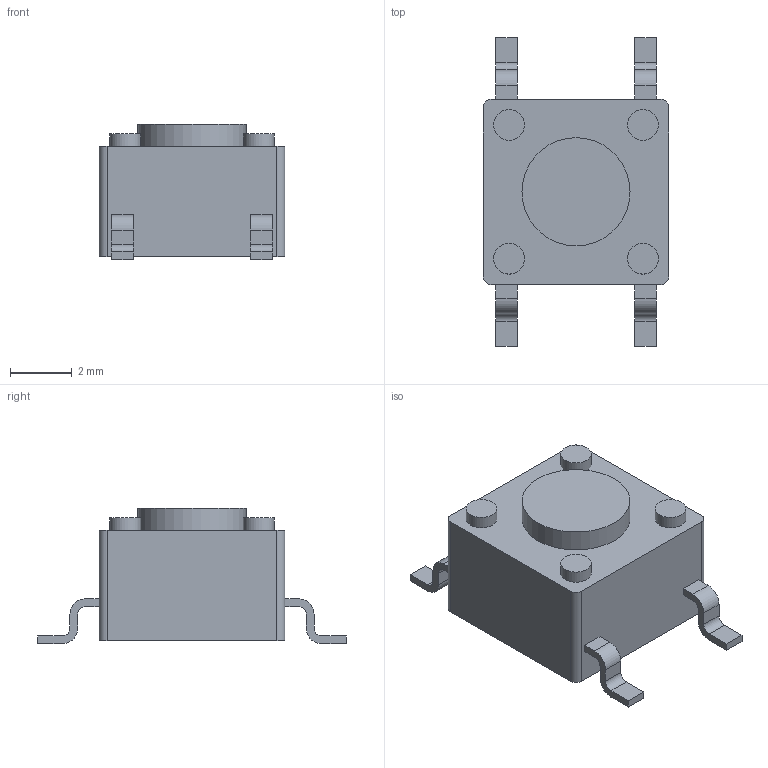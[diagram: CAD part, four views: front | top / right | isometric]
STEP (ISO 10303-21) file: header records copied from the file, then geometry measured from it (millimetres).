
FILE_DESCRIPTION(/* description */ ('STEP AP242','CAx-IF Rec.Pracs.---Representation and Presentation of Product Manufacturing Information (PMI)---4.0---2014-10-13','CAx-IF Rec.Pracs.---3D Tessellated Geometry---0.4---2014-09-14','2;1'),/* implementation_level */ '2;1');
FILE_NAME(/* name */ '616f947879c5e6291e69340f',/* time_stamp */ '2021-10-20T04:00:56+00:00',/* author */ (''),/* organization */ (''),/* preprocessor_version */ 'ST-DEVELOPER v18.1',/* originating_system */ ' ',/* authorisation */ ' ');
FILE_SCHEMA (('AP242_MANAGED_MODEL_BASED_3D_ENGINEERING_MIM_LF { 1 0 10303 442 1 1 4 }'));
Length unit declared in the file: metre
Products named in the file (1): C-2-1437565-8
Bounding box: 6 x 10 x 4.38 mm (x, y, z)
Volume: 138.4 mm3; surface area: 190.7 mm2
Topology: 1 solids, 1 shells, 72 faces, 185 edges, 124 vertices
Faces by surface type: plane 47, cylinder 25
Full cylindrical faces by diameter (mm): 1 x4, 3.5 x1
Entity records: 2308 total; most frequent: DIRECTION 374, CARTESIAN_POINT 373, ORIENTED_EDGE 356, EDGE_CURVE 178, LINE 128, VECTOR 128, AXIS2_PLACEMENT_3D 123, VERTEX_POINT 122
